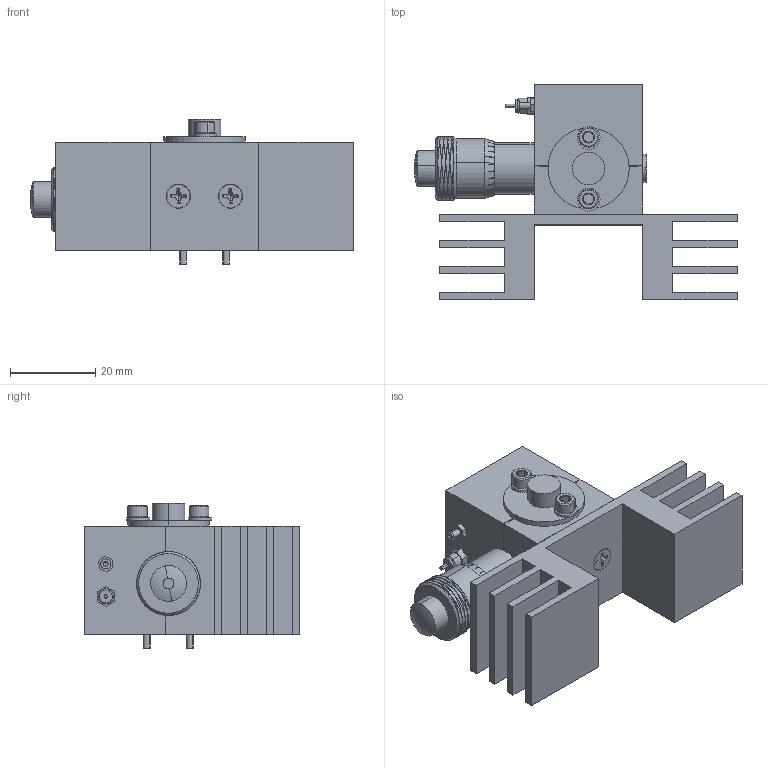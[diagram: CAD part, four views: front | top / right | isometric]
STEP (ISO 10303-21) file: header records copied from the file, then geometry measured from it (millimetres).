
FILE_DESCRIPTION (( 'STEP AP203' ), '1' );
FILE_NAME ('SOM-77304313-10-M1.STEP', '2019-04-02T17:51:30', ( '' ), ( '' ), 'SwSTEP 2.0', 'SolidWorks 2016', '' );
FILE_SCHEMA (( 'CONFIG_CONTROL_DESIGN' ));
Length unit declared in the file: inch
Products named in the file (1): SOM-77304313-10-M1
Bounding box: 75.71 x 50.55 x 34.1 mm (x, y, z)
Volume: 34750.8 mm3; surface area: 28693.1 mm2
Topology: 35 solids, 35 shells, 1692 faces, 4457 edges, 2835 vertices
Faces by surface type: cylinder 739, plane 492, cone 313, bspline 144, torus 4
Entity records: 73821 total; most frequent: CARTESIAN_POINT 36525, ORIENTED_EDGE 8758, DIRECTION 6774, EDGE_CURVE 4379, VERTEX_POINT 2835, AXIS2_PLACEMENT_3D 2515, EDGE_LOOP 1808, VECTOR 1744
